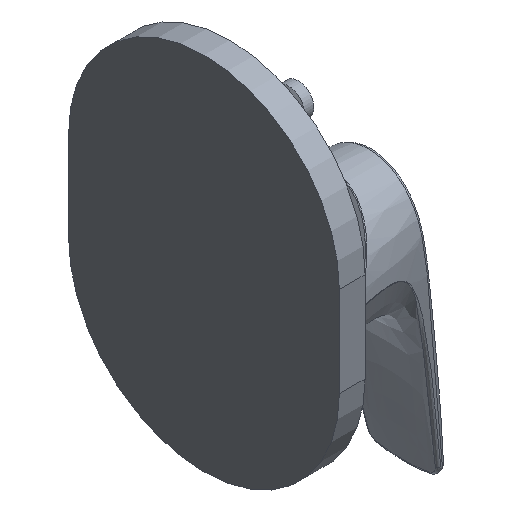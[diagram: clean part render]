
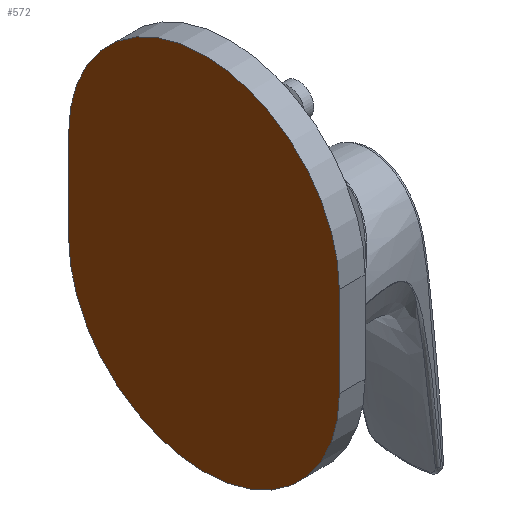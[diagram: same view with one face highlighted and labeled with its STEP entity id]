
A CAD part, isometric view. The second image highlights one B-rep face of the part: STEP entity #572.
In plain terms, the highlighted planar face has unit normal (-1, 0, 0).
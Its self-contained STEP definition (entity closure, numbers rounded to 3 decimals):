
#110=CIRCLE('',#668,52.5);
#112=CIRCLE('',#672,52.5);
#166=ORIENTED_EDGE('',*,*,#303,.T.);
#167=ORIENTED_EDGE('',*,*,#307,.T.);
#168=ORIENTED_EDGE('',*,*,#310,.T.);
#169=ORIENTED_EDGE('',*,*,#312,.T.);
#303=EDGE_CURVE('',#387,#386,#441,.T.);
#307=EDGE_CURVE('',#386,#389,#110,.T.);
#310=EDGE_CURVE('',#389,#391,#446,.T.);
#312=EDGE_CURVE('',#391,#387,#112,.T.);
#386=VERTEX_POINT('',#849);
#387=VERTEX_POINT('',#851);
#389=VERTEX_POINT('',#857);
#391=VERTEX_POINT('',#863);
#441=LINE('',#850,#449);
#446=LINE('',#864,#454);
#449=VECTOR('',#727,1000.);
#454=VECTOR('',#740,1000.);
#459=EDGE_LOOP('',(#166,#167,#168,#169));
#512=FACE_BOUND('',#459,.T.);
#563=PLANE('',#673);
#572=ADVANCED_FACE('',(#512),#563,.T.);
#668=AXIS2_PLACEMENT_3D('',#858,#734,#735);
#672=AXIS2_PLACEMENT_3D('',#867,#745,#746);
#673=AXIS2_PLACEMENT_3D('',#868,#747,#748);
#727=DIRECTION('',(0.,0.,1.));
#734=DIRECTION('',(-1.,0.,0.));
#735=DIRECTION('',(0.,-1.,0.));
#740=DIRECTION('',(0.,0.,-1.));
#745=DIRECTION('',(-1.,0.,0.));
#746=DIRECTION('',(0.,1.,0.));
#747=DIRECTION('',(-1.,0.,0.));
#748=DIRECTION('',(0.,-1.,0.));
#849=CARTESIAN_POINT('',(59.003,-52.5,44.));
#850=CARTESIAN_POINT('',(59.003,-52.5,44.));
#851=CARTESIAN_POINT('',(59.003,-52.5,9.));
#857=CARTESIAN_POINT('',(59.003,52.5,44.));
#858=CARTESIAN_POINT('',(59.003,0.,44.));
#863=CARTESIAN_POINT('',(59.003,52.5,9.));
#864=CARTESIAN_POINT('',(59.003,52.5,9.));
#867=CARTESIAN_POINT('',(59.003,0.,9.));
#868=CARTESIAN_POINT('',(59.003,0.,44.));
